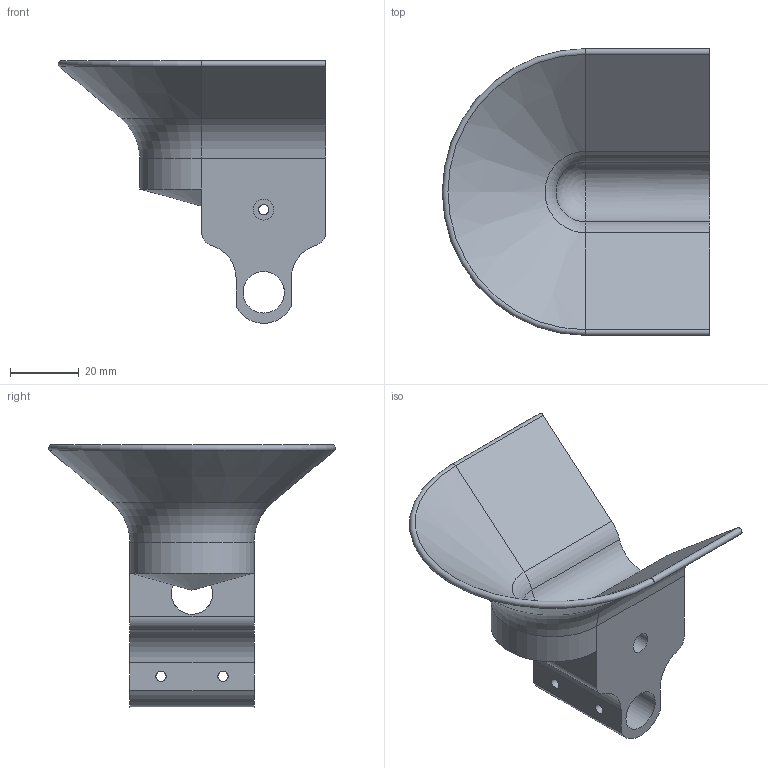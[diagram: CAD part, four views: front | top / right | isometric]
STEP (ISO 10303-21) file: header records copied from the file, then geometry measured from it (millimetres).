
FILE_DESCRIPTION(('STEP AP203'), '1');
FILE_NAME('櫻蠉錪', '', ('UNSPECIFIED'), ('UNSPECIFIED'), 'ASCON STEP Converter 1.6', 'ASCON Math Kernel', '');
FILE_SCHEMA(('CONFIG_CONTROL_DESIGN'));
Length unit declared in the file: millimetre
Bounding box: 77.64 x 83.29 x 76.2 mm (x, y, z)
Volume: 56087.6 mm3; surface area: 23877.1 mm2
Topology: 1 solids, 1 shells, 43 faces, 114 edges, 69 vertices
Faces by surface type: cylinder 23, plane 13, cone 3, torus 3, sphere 1
Full cylindrical faces by diameter (mm): 3 x6, 6 x2, 12 x2
Entity records: 2041 total; most frequent: CARTESIAN_POINT 602, DIRECTION 226, ORIENTED_EDGE 198, EDGE_CURVE 99, AXIS2_PLACEMENT_3D 92, EDGE_LOOP 70, VERTEX_POINT 69, FACE_BOUND 54
